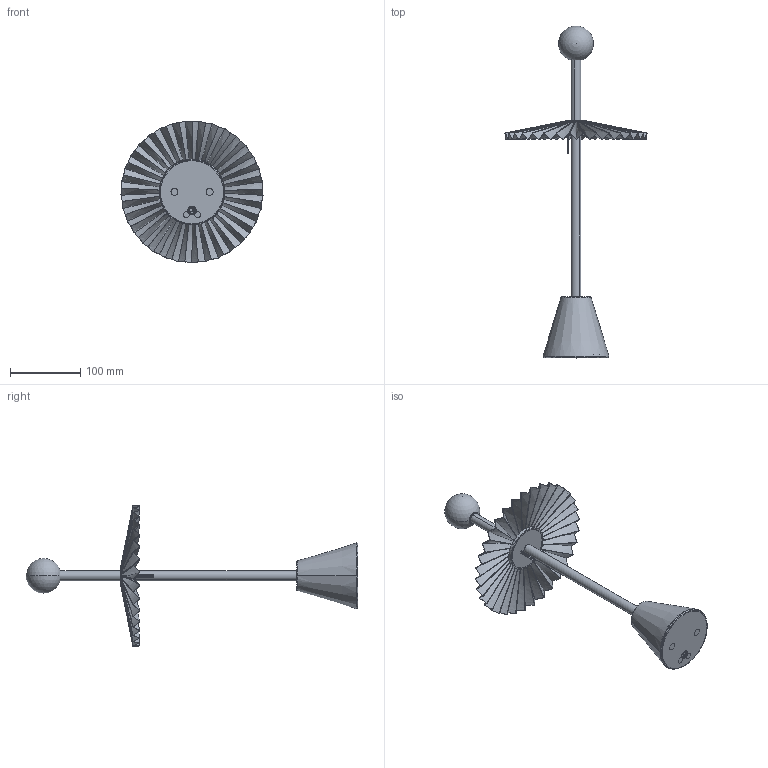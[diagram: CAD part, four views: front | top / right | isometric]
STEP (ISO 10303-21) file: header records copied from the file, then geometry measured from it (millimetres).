
FILE_DESCRIPTION (( 'STEP AP214' ), '1' );
FILE_NAME ('ETOILE_TAVOLO.STEP', '2020-08-12T09:24:34', ( '' ), ( '' ), 'SwSTEP 2.0', 'SolidWorks 2014', '' );
FILE_SCHEMA (( 'AUTOMOTIVE_DESIGN' ));
Length unit declared in the file: millimetre
Products named in the file (39): 014TM_014; 014TM_006; 014TM_017; 014TM_004; 014TM_012; 014TM_018; ETOILE_TAVOLO; 014TM_016; 014TM_002; 014TM_001; guaina_termo_d10_30mm; 014TM_010; 014TM_003; 014TM_008; 014TM_009; 014TM_011; 014TM_005; 014TM_013; 014TM_015; 014TM_007_200318
Assembly tree (19 placements, depth 2):
  014TM_006
  014TM_004
  014TM_012
  014TM_018
  014TM_017
Bounding box: 202.6 x 473.34 x 202.44 mm (x, y, z)
Volume: 191002.9 mm3; surface area: 292597.2 mm2
Topology: 19 solids, 19 shells, 974 faces, 2634 edges, 1753 vertices
Faces by surface type: plane 587, bspline 169, cylinder 133, cone 57, torus 26, sphere 2
Entity records: 50778 total; most frequent: CARTESIAN_POINT 25100, ORIENTED_EDGE 5258, DIRECTION 5028, EDGE_CURVE 2629, AXIS2_PLACEMENT_3D 1817, VERTEX_POINT 1750, VECTOR 1394, LINE 1394
